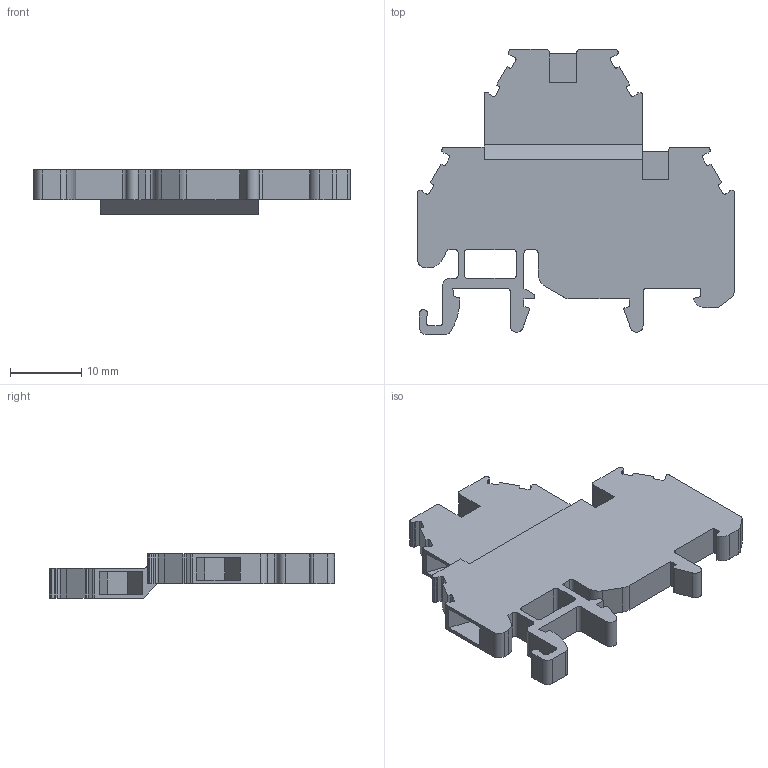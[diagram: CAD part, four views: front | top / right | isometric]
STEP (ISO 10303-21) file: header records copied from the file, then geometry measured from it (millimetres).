
FILE_DESCRIPTION((''),'2;1');
FILE_NAME('PRT0001','2023-01-05T',('Administrator'),(''),'PRO/ENGINEER BY PARAMETRIC TECHNOLOGY CORPORATION, 2013230','PRO/ENGINEER BY PARAMETRIC TECHNOLOGY CORPORATION, 2013230','');
FILE_SCHEMA(('AUTOMOTIVE_DESIGN { 1 0 10303 214 1 1 1 1 }'));
Length unit declared in the file: millimetre
Products named in the file (1): PRT0001
Bounding box: 44.4 x 40 x 6.2 mm (x, y, z)
Volume: 4277.1 mm3; surface area: 3691.6 mm2
Topology: 1 solids, 1 shells, 203 faces, 578 edges, 385 vertices
Faces by surface type: plane 135, cylinder 68
Entity records: 6676 total; most frequent: CARTESIAN_POINT 1168, ORIENTED_EDGE 1156, DIRECTION 1120, EDGE_CURVE 578, VECTOR 442, LINE 442, VERTEX_POINT 385, AXIS2_PLACEMENT_3D 339
